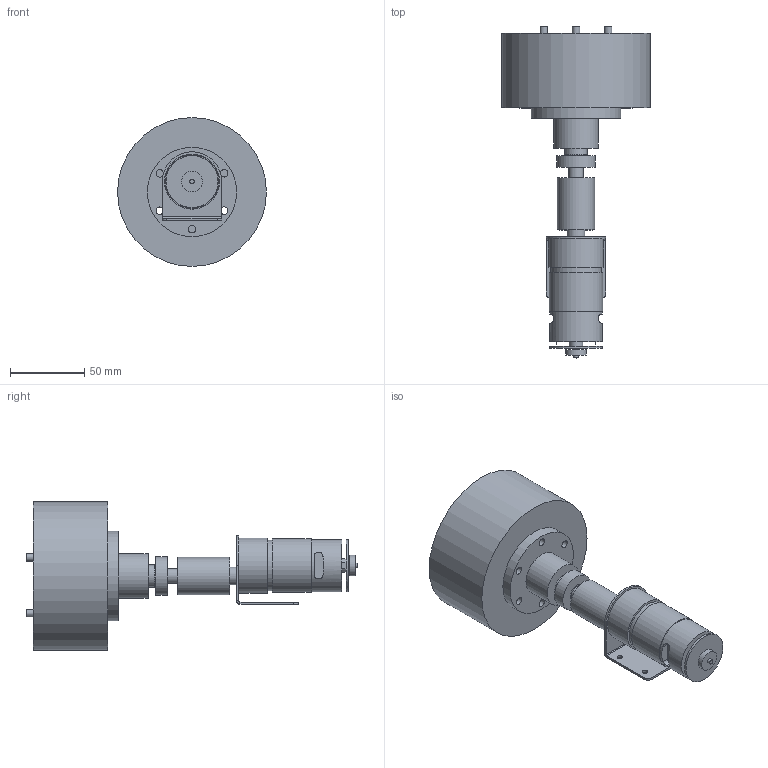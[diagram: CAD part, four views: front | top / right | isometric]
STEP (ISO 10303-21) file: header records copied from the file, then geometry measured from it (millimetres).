
FILE_DESCRIPTION(/* description */ (''),/* implementation_level */ '2;1');
FILE_NAME(/* name */ '车轮+轴+单支座（仿）.step',/* time_stamp */ '2022-10-08T20:05:56+08:00',/* author */ (''),/* organization */ (''),/* preprocessor_version */ 'ST-DEVELOPER v19',/* originating_system */ 'Autodesk Translation Framework v11.7.0.108',/* authorisation */ '');
FILE_SCHEMA (('AUTOMOTIVE_DESIGN { 1 0 10303 214 3 1 1 }'));
Length unit declared in the file: millimetre
Products named in the file (11): 车轮+轴+单支座; GM37-545电机 v2; 轴承（仿） v3; 内圈; 外圈; 联轴器(仿) v2; 37减速电机支座 v1; 麦轮+轴体(仿)V2 v1; 麦轮部分; 联轴片; 轴
Assembly tree (10 placements, depth 3):
  车轮+轴+单支座
    GM37-545电机 v2
    轴承（仿） v3
      内圈
      外圈
    联轴器(仿) v2
    37减速电机支座 v1
    麦轮+轴体(仿)V2 v1
      麦轮部分
      联轴片
      轴
Bounding box: 100 x 223 x 100 mm (x, y, z)
Volume: 499232.5 mm3; surface area: 78869.3 mm2
Topology: 11 solids, 11 shells, 159 faces, 320 edges, 210 vertices
Faces by surface type: plane 80, cylinder 77, cone 2
Full cylindrical faces by diameter (mm): 2 x1, 3 x8, 3.2 x6, 3.5 x4, 4 x3, 5 x15, 6 x2, 9 x1, 9.5 x1, 10 x6, 12 x3, 14 x1, 15 x1, 22 x1, 25 x1, 26 x1, 30 x1, 33.941 x1, 35 x2, 36 x1, 37 x1, 60 x1, 100 x1
Entity records: 4812 total; most frequent: DIRECTION 832, CARTESIAN_POINT 802, ORIENTED_EDGE 640, AXIS2_PLACEMENT_3D 340, EDGE_CURVE 320, EDGE_LOOP 248, VERTEX_POINT 210, CIRCLE 160
